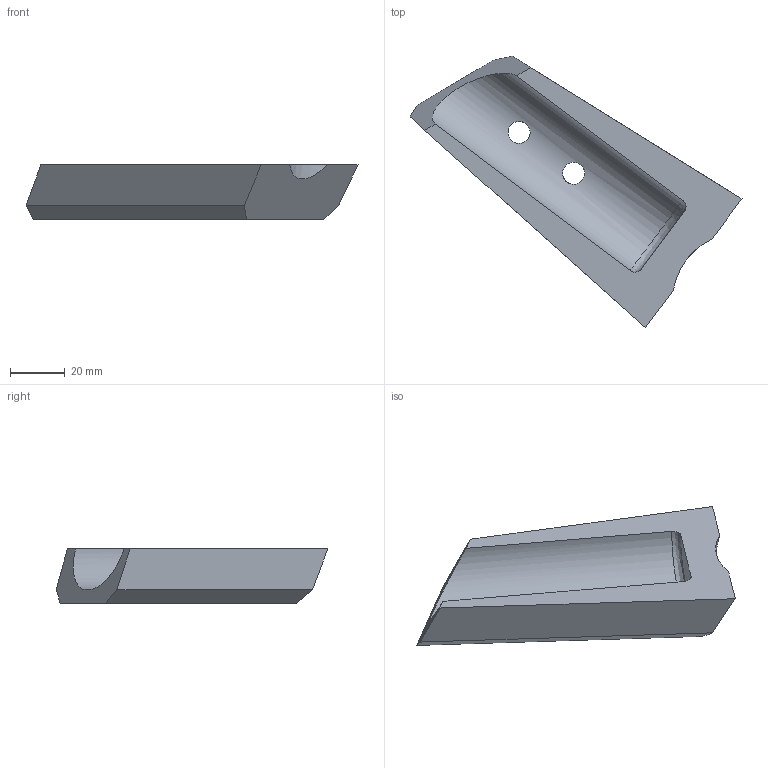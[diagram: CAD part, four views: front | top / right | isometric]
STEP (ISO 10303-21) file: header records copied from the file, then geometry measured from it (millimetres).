
FILE_DESCRIPTION (( 'STEP AP214' ), '1' );
FILE_NAME ('08 - frame plate, right - rear3.STEP', '2016-11-26T22:20:27', ( '' ), ( '' ), 'SwSTEP 2.0', 'SolidWorks 2014', '' );
FILE_SCHEMA (( 'AUTOMOTIVE_DESIGN' ));
Length unit declared in the file: millimetre
Products named in the file (1): 08 - frame plate, right - rear3
Bounding box: 121.78 x 99.65 x 20 mm (x, y, z)
Volume: 60350.9 mm3; surface area: 16930.8 mm2
Topology: 1 solids, 1 shells, 23 faces, 63 edges, 42 vertices
Faces by surface type: plane 10, cylinder 9, bspline 4
Entity records: 1311 total; most frequent: CARTESIAN_POINT 465, ORIENTED_EDGE 126, DIRECTION 103, EDGE_CURVE 63, VERTEX_POINT 42, LINE 35, VECTOR 35, AXIS2_PLACEMENT_3D 34
